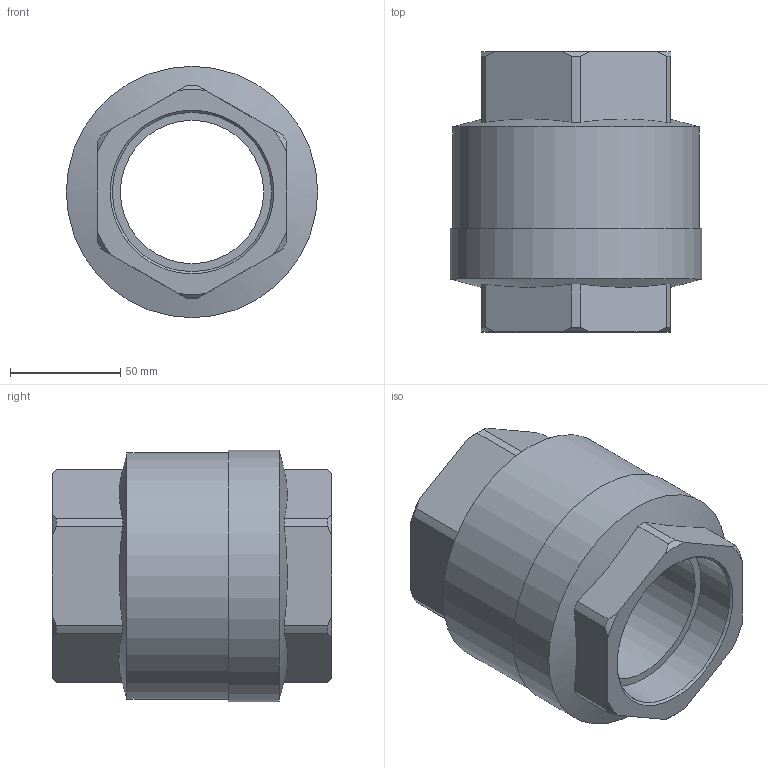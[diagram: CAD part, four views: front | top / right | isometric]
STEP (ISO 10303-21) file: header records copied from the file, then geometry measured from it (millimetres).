
FILE_DESCRIPTION(/* description */ ('Unknown','CAx-IF Rec.Pracs.---Representation and Presentation of Product Manufacturing Information (PMI)---4.0---2014-10-13','CAx-IF Rec.Pracs.---3D Tessellated Geometry---0.4---2014-09-14','2;1'),/* implementation_level */ '2;1');
FILE_NAME(/* name */ 'WESA_1440-10_(2.625.065)',/* time_stamp */ '2024-02-28T13:04:59+01:00',/* author */ ('Unknown'),/* organization */ ('Unknown'),/* preprocessor_version */ 'ST-DEVELOPER v18.102',/* originating_system */ 'Solid Edge',/* authorisation */ 'Unknown');
FILE_SCHEMA (('AP242_MANAGED_MODEL_BASED_3D_ENGINEERING_MIM_LF { 1 0 10303 442 1 1 4 }'));
Length unit declared in the file: millimetre
Products named in the file (1): 2.625.065
Bounding box: 114 x 127 x 114 mm (x, y, z)
Volume: 617437.1 mm3; surface area: 80158 mm2
Topology: 1 solids, 1 shells, 50 faces, 135 edges, 90 vertices
Faces by surface type: cylinder 17, plane 17, cone 16
Full cylindrical faces by diameter (mm): 65 x1, 72.226 x2, 112 x1, 114 x1
Entity records: 1912 total; most frequent: CARTESIAN_POINT 376, ORIENTED_EDGE 240, DIRECTION 236, EDGE_CURVE 120, AXIS2_PLACEMENT_3D 100, VERTEX_POINT 84, EDGE_LOOP 64, FACE_BOUND 64
